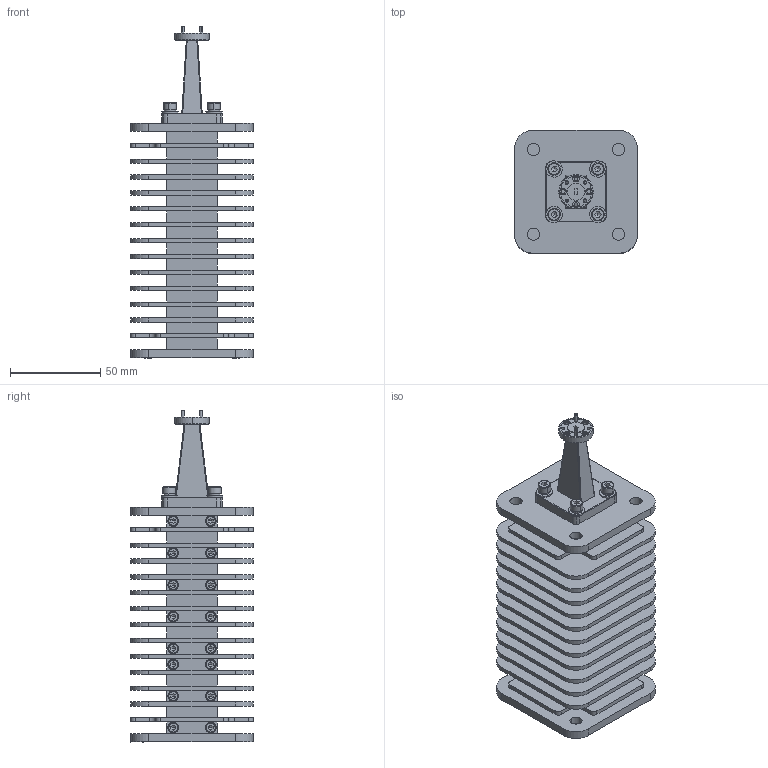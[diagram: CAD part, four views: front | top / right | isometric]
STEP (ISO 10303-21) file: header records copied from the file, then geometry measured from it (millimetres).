
FILE_DESCRIPTION (( 'STEP AP203' ), '1' );
FILE_NAME ('SWL-1254-S8.STEP', '2021-04-26T17:17:14', ( '' ), ( '' ), 'SwSTEP 2.0', 'SolidWorks 2021', '' );
FILE_SCHEMA (( 'CONFIG_CONTROL_DESIGN' ));
Length unit declared in the file: inch
Products named in the file (1): SWL-1254-S8
Bounding box: 68 x 68 x 183.94 mm (x, y, z)
Volume: 253362.2 mm3; surface area: 143416.6 mm2
Topology: 1 solids, 33 shells, 1163 faces, 3038 edges, 1924 vertices
Faces by surface type: plane 525, cylinder 406, cone 152, torus 80
Entity records: 35371 total; most frequent: CARTESIAN_POINT 6570, DIRECTION 6314, ORIENTED_EDGE 5900, EDGE_CURVE 2950, AXIS2_PLACEMENT_3D 2416, VERTEX_POINT 1924, LINE 1482, VECTOR 1482
